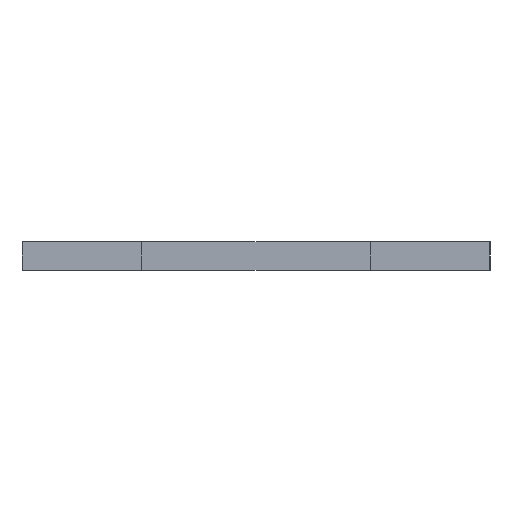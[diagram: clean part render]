
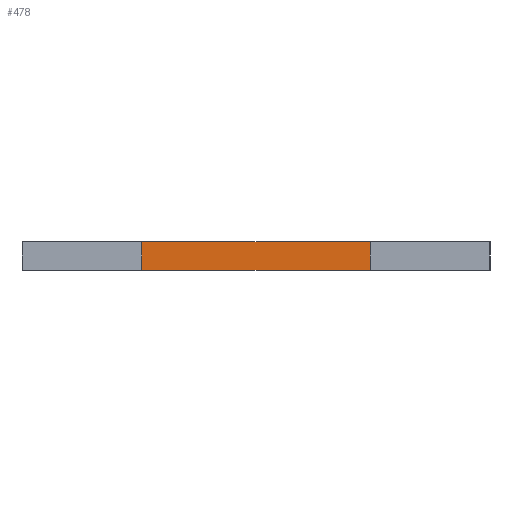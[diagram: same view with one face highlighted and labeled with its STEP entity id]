
A CAD part, left-side view. The second image highlights one B-rep face of the part: STEP entity #478.
In plain terms, the highlighted planar face has unit normal (-1, 0, 0).
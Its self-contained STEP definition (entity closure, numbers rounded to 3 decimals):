
#28 = ORIENTED_EDGE ( 'NONE', *, *, #272, .T. ) ;
#42 = EDGE_CURVE ( 'NONE', #641, #556, #636, .T. ) ;
#47 = DIRECTION ( 'NONE',  ( 0., 0., -1. ) ) ;
#51 = CARTESIAN_POINT ( 'NONE',  ( 183., 90.195, 3. ) ) ;
#96 = VECTOR ( 'NONE', #395, 1000. ) ;
#99 = CARTESIAN_POINT ( 'NONE',  ( 183., 90.195, 3. ) ) ;
#104 = VECTOR ( 'NONE', #402, 1000. ) ;
#112 = PLANE ( 'NONE',  #357 ) ;
#130 = LINE ( 'NONE', #619, #609 ) ;
#158 = DIRECTION ( 'NONE',  ( 0., 0., -1. ) ) ;
#204 = CARTESIAN_POINT ( 'NONE',  ( 183., 90.195, 0. ) ) ;
#234 = DIRECTION ( 'NONE',  ( 1., 0., 0. ) ) ;
#241 = LINE ( 'NONE', #99, #497 ) ;
#249 = CARTESIAN_POINT ( 'NONE',  ( 183., 65.805, 0. ) ) ;
#251 = CARTESIAN_POINT ( 'NONE',  ( 183., 90.195, 3. ) ) ;
#272 = EDGE_CURVE ( 'NONE', #439, #655, #530, .T. ) ;
#303 = EDGE_CURVE ( 'NONE', #556, #655, #130, .T. ) ;
#314 = FACE_OUTER_BOUND ( 'NONE', #373, .T. ) ;
#351 = EDGE_CURVE ( 'NONE', #641, #439, #241, .T. ) ;
#352 = DIRECTION ( 'NONE',  ( 0., 0., -1. ) ) ;
#357 = AXIS2_PLACEMENT_3D ( 'NONE', #829, #234, #47 ) ;
#373 = EDGE_LOOP ( 'NONE', ( #28, #773, #803, #454 ) ) ;
#395 = DIRECTION ( 'NONE',  ( 0., -1., 0. ) ) ;
#402 = DIRECTION ( 'NONE',  ( 0., -1., 0. ) ) ;
#439 = VERTEX_POINT ( 'NONE', #557 ) ;
#454 = ORIENTED_EDGE ( 'NONE', *, *, #351, .T. ) ;
#478 = ADVANCED_FACE ( 'NONE', ( #314 ), #112, .F. ) ;
#497 = VECTOR ( 'NONE', #158, 1000. ) ;
#530 = LINE ( 'NONE', #204, #104 ) ;
#556 = VERTEX_POINT ( 'NONE', #705 ) ;
#557 = CARTESIAN_POINT ( 'NONE',  ( 183., 90.195, 0. ) ) ;
#609 = VECTOR ( 'NONE', #352, 1000. ) ;
#619 = CARTESIAN_POINT ( 'NONE',  ( 183., 65.805, 3. ) ) ;
#636 = LINE ( 'NONE', #251, #96 ) ;
#641 = VERTEX_POINT ( 'NONE', #51 ) ;
#655 = VERTEX_POINT ( 'NONE', #249 ) ;
#705 = CARTESIAN_POINT ( 'NONE',  ( 183., 65.805, 3. ) ) ;
#773 = ORIENTED_EDGE ( 'NONE', *, *, #303, .F. ) ;
#803 = ORIENTED_EDGE ( 'NONE', *, *, #42, .F. ) ;
#829 = CARTESIAN_POINT ( 'NONE',  ( 183., 90.195, 3. ) ) ;
